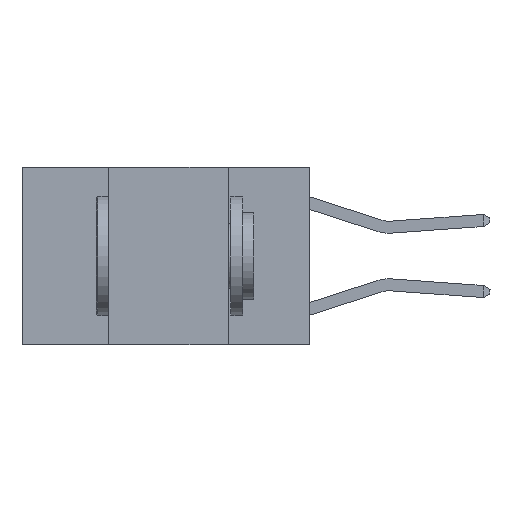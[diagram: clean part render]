
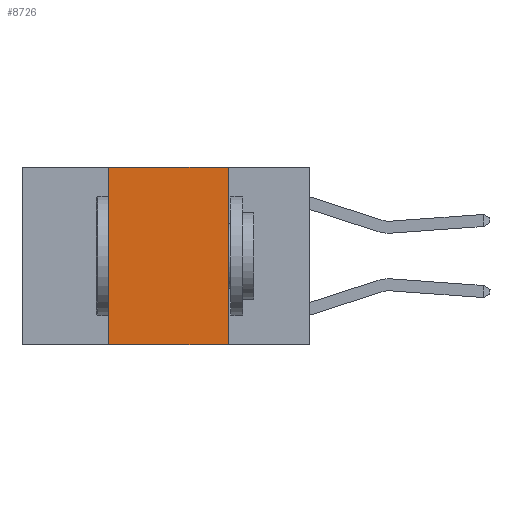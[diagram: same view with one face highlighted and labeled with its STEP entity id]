
A CAD part, left-side view. The second image highlights one B-rep face of the part: STEP entity #8726.
In plain terms, the highlighted planar face has unit normal (-1, 0, 0).
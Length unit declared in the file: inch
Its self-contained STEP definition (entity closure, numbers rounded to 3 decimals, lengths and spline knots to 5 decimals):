
#44 = DIRECTION ( 'NONE',  ( 0., -1., 0. ) ) ;
#1694 = LINE ( 'NONE', #23399, #26254 ) ;
#1972 = CARTESIAN_POINT ( 'NONE',  ( 0., 0.6, 0. ) ) ;
#2286 = VERTEX_POINT ( 'NONE', #26478 ) ;
#2832 = VECTOR ( 'NONE', #6404, 39.37008 ) ;
#3739 = VECTOR ( 'NONE', #20235, 39.37008 ) ;
#4533 = ORIENTED_EDGE ( 'NONE', *, *, #24246, .F. ) ;
#5276 = ORIENTED_EDGE ( 'NONE', *, *, #16835, .F. ) ;
#6404 = DIRECTION ( 'NONE',  ( 0., 0., 1. ) ) ;
#6705 = DIRECTION ( 'NONE',  ( 1., 0., 0. ) ) ;
#6802 = FACE_OUTER_BOUND ( 'NONE', #16151, .T. ) ;
#7296 = CARTESIAN_POINT ( 'NONE',  ( 0., 0.17, -0.37 ) ) ;
#8726 = ADVANCED_FACE ( 'NONE', ( #6802 ), #15918, .F. ) ;
#9688 = DIRECTION ( 'NONE',  ( 0., 0., -1. ) ) ;
#9986 = LINE ( 'NONE', #27008, #3739 ) ;
#10532 = CARTESIAN_POINT ( 'NONE',  ( 0., 0.42, -0.37 ) ) ;
#11074 = CARTESIAN_POINT ( 'NONE',  ( 0., 0.42, 0. ) ) ;
#12176 = ORIENTED_EDGE ( 'NONE', *, *, #15068, .T. ) ;
#13510 = EDGE_CURVE ( 'NONE', #25766, #2286, #20557, .T. ) ;
#15068 = EDGE_CURVE ( 'NONE', #25766, #19135, #27275, .T. ) ;
#15815 = AXIS2_PLACEMENT_3D ( 'NONE', #1972, #6705, #22790 ) ;
#15918 = PLANE ( 'NONE',  #15815 ) ;
#16151 = EDGE_LOOP ( 'NONE', ( #4533, #5276, #23629, #12176 ) ) ;
#16238 = CARTESIAN_POINT ( 'NONE',  ( 0., 0.6, -0.37 ) ) ;
#16835 = EDGE_CURVE ( 'NONE', #2286, #25730, #9986, .T. ) ;
#19135 = VERTEX_POINT ( 'NONE', #7296 ) ;
#20235 = DIRECTION ( 'NONE',  ( 0., -1., 0. ) ) ;
#20557 = LINE ( 'NONE', #11074, #2832 ) ;
#21220 = VECTOR ( 'NONE', #44, 39.37008 ) ;
#22790 = DIRECTION ( 'NONE',  ( 0., 0., -1. ) ) ;
#23399 = CARTESIAN_POINT ( 'NONE',  ( 0., 0.17, 0. ) ) ;
#23629 = ORIENTED_EDGE ( 'NONE', *, *, #13510, .F. ) ;
#24023 = CARTESIAN_POINT ( 'NONE',  ( 0., 0.17, 0. ) ) ;
#24246 = EDGE_CURVE ( 'NONE', #25730, #19135, #1694, .T. ) ;
#25730 = VERTEX_POINT ( 'NONE', #24023 ) ;
#25766 = VERTEX_POINT ( 'NONE', #10532 ) ;
#26254 = VECTOR ( 'NONE', #9688, 39.37008 ) ;
#26478 = CARTESIAN_POINT ( 'NONE',  ( 0., 0.42, 0. ) ) ;
#27008 = CARTESIAN_POINT ( 'NONE',  ( 0., 0.6, 0. ) ) ;
#27275 = LINE ( 'NONE', #16238, #21220 ) ;
